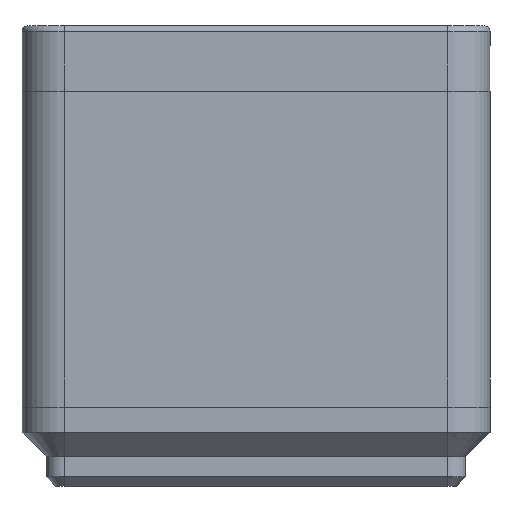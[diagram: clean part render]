
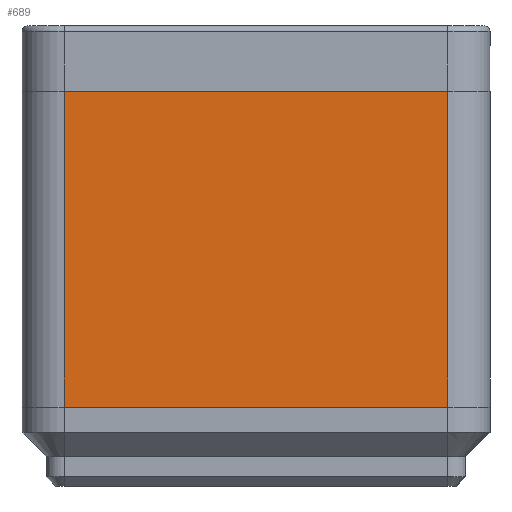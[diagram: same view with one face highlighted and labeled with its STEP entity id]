
A CAD part, front view. The second image highlights one B-rep face of the part: STEP entity #689.
In plain terms, the highlighted planar face has unit normal (0, -1, 0).
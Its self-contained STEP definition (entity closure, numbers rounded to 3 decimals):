
#689=ADVANCED_FACE('',(#1330),#1332,.F.);
#1330=FACE_BOUND('',#1331,.T.);
#1331=EDGE_LOOP('',(#2120,#2121,#2122,#2123));
#1332=PLANE('',#1333);
#1333=AXIS2_PLACEMENT_3D('',#1334,#1335,#1336);
#1334=CARTESIAN_POINT('',(0.,0.,0.));
#1335=DIRECTION('',(0.,1.,0.));
#1336=DIRECTION('',(-1.,0.,0.));
#2120=ORIENTED_EDGE('',*,*,#2598,.F.);
#2121=ORIENTED_EDGE('',*,*,#2599,.F.);
#2122=ORIENTED_EDGE('',*,*,#2600,.F.);
#2123=ORIENTED_EDGE('',*,*,#2575,.F.);
#2575=EDGE_CURVE('',#3002,#3004,#3005,.T.);
#2598=EDGE_CURVE('',#3045,#3002,#3047,.T.);
#2599=EDGE_CURVE('',#3048,#3045,#3049,.T.);
#2600=EDGE_CURVE('',#3004,#3048,#3050,.T.);
#3002=VERTEX_POINT('',#3913);
#3004=VERTEX_POINT('',#3918);
#3005=LINE('',#3919,#3920);
#3045=VERTEX_POINT('',#4004);
#3047=LINE('',#4009,#4010);
#3048=VERTEX_POINT('',#4012);
#3049=LINE('',#4013,#4014);
#3050=LINE('',#4016,#4017);
#3913=CARTESIAN_POINT('',(-17.,0.,14.));
#3918=CARTESIAN_POINT('',(17.,0.,14.));
#3919=CARTESIAN_POINT('',(-17.,0.,14.));
#3920=VECTOR('',#3921,1.);
#3921=DIRECTION('',(1.,0.,0.));
#4004=CARTESIAN_POINT('',(-17.,0.,-14.));
#4009=CARTESIAN_POINT('',(-17.,0.,-14.));
#4010=VECTOR('',#4011,1.);
#4011=DIRECTION('',(0.,0.,1.));
#4012=CARTESIAN_POINT('',(17.,0.,-14.));
#4013=CARTESIAN_POINT('',(17.,0.,-14.));
#4014=VECTOR('',#4015,1.);
#4015=DIRECTION('',(-1.,0.,0.));
#4016=CARTESIAN_POINT('',(17.,0.,14.));
#4017=VECTOR('',#4018,1.);
#4018=DIRECTION('',(0.,0.,-1.));
